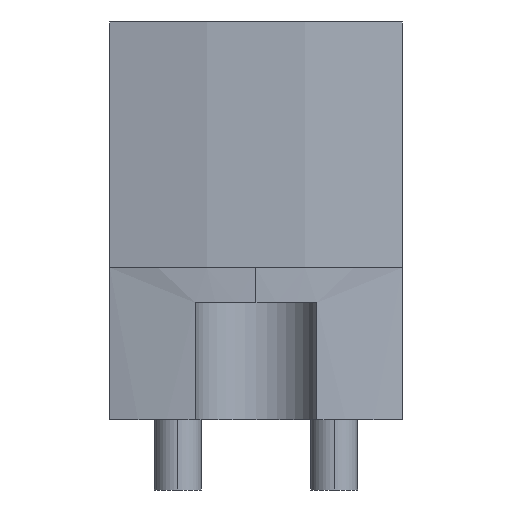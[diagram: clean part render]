
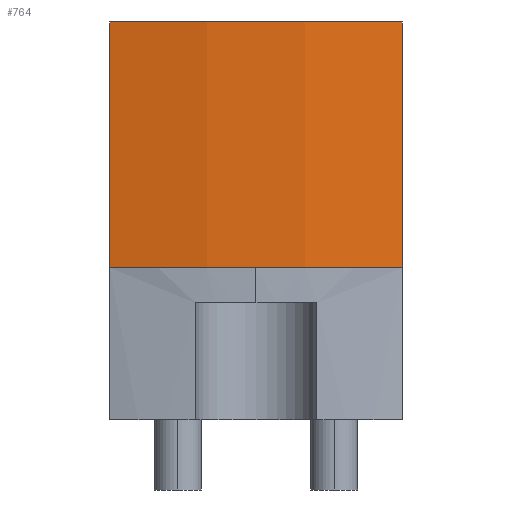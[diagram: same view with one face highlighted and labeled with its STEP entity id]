
A CAD part, left-side view. The second image highlights one B-rep face of the part: STEP entity #764.
In plain terms, the highlighted cylindrical face has radius 26.5 mm (diameter 53 mm), a partial arc.
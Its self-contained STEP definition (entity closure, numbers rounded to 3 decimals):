
#157 = DIRECTION ( 'NONE',  ( 0., 0., 1. ) ) ;
#639 = CARTESIAN_POINT ( 'NONE',  ( -25.752, 6.25, 0. ) ) ;
#742 = VECTOR ( 'NONE', #8687, 1000. ) ;
#764 = ADVANCED_FACE ( 'NONE', ( #7476 ), #12194, .T. ) ;
#863 = AXIS2_PLACEMENT_3D ( 'NONE', #7070, #1389, #7993 ) ;
#1389 = DIRECTION ( 'NONE',  ( 0., 0., 1. ) ) ;
#2156 = EDGE_CURVE ( 'NONE', #10114, #2439, #8304, .T. ) ;
#2252 = VERTEX_POINT ( 'NONE', #639 ) ;
#2439 = VERTEX_POINT ( 'NONE', #7535 ) ;
#2596 = CARTESIAN_POINT ( 'NONE',  ( -25.752, -6.25, 0. ) ) ;
#2996 = LINE ( 'NONE', #9650, #742 ) ;
#3154 = EDGE_CURVE ( 'NONE', #2439, #11289, #2996, .T. ) ;
#3666 = AXIS2_PLACEMENT_3D ( 'NONE', #3935, #6980, #7785 ) ;
#3707 = EDGE_LOOP ( 'NONE', ( #6827, #4679, #10988, #8759 ) ) ;
#3935 = CARTESIAN_POINT ( 'NONE',  ( 0., 0., -10.5 ) ) ;
#4596 = CARTESIAN_POINT ( 'NONE',  ( -25.752, 6.25, -10.5 ) ) ;
#4679 = ORIENTED_EDGE ( 'NONE', *, *, #10153, .F. ) ;
#5388 = AXIS2_PLACEMENT_3D ( 'NONE', #5838, #157, #6801 ) ;
#5546 = CIRCLE ( 'NONE', #5388, 26.5 ) ;
#5838 = CARTESIAN_POINT ( 'NONE',  ( 0., 0., 0. ) ) ;
#6801 = DIRECTION ( 'NONE',  ( 1., 0., 0. ) ) ;
#6827 = ORIENTED_EDGE ( 'NONE', *, *, #11558, .F. ) ;
#6980 = DIRECTION ( 'NONE',  ( 0., 0., 1. ) ) ;
#7070 = CARTESIAN_POINT ( 'NONE',  ( 0., 0., -10.5 ) ) ;
#7196 = LINE ( 'NONE', #4596, #7473 ) ;
#7473 = VECTOR ( 'NONE', #11181, 1000. ) ;
#7476 = FACE_OUTER_BOUND ( 'NONE', #3707, .T. ) ;
#7535 = CARTESIAN_POINT ( 'NONE',  ( -25.752, -6.25, -10.5 ) ) ;
#7785 = DIRECTION ( 'NONE',  ( 1., 0., 0. ) ) ;
#7993 = DIRECTION ( 'NONE',  ( 1., 0., 0. ) ) ;
#8237 = CARTESIAN_POINT ( 'NONE',  ( -25.752, 6.25, -10.5 ) ) ;
#8304 = CIRCLE ( 'NONE', #863, 26.5 ) ;
#8687 = DIRECTION ( 'NONE',  ( 0., 0., 1. ) ) ;
#8759 = ORIENTED_EDGE ( 'NONE', *, *, #3154, .T. ) ;
#9650 = CARTESIAN_POINT ( 'NONE',  ( -25.752, -6.25, -10.5 ) ) ;
#10114 = VERTEX_POINT ( 'NONE', #8237 ) ;
#10153 = EDGE_CURVE ( 'NONE', #10114, #2252, #7196, .T. ) ;
#10988 = ORIENTED_EDGE ( 'NONE', *, *, #2156, .T. ) ;
#11181 = DIRECTION ( 'NONE',  ( 0., 0., 1. ) ) ;
#11289 = VERTEX_POINT ( 'NONE', #2596 ) ;
#11558 = EDGE_CURVE ( 'NONE', #2252, #11289, #5546, .T. ) ;
#12194 = CYLINDRICAL_SURFACE ( 'NONE', #3666, 26.5 ) ;
